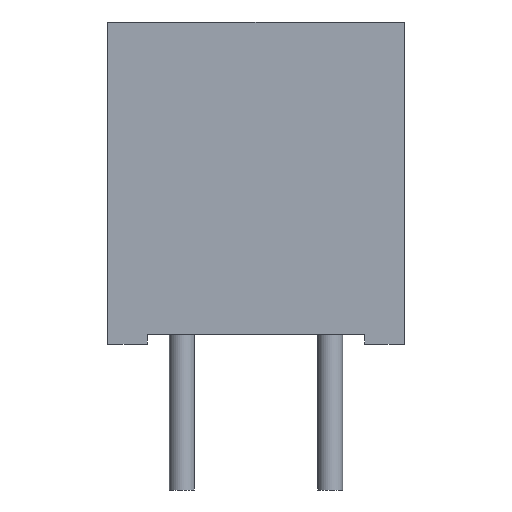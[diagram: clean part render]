
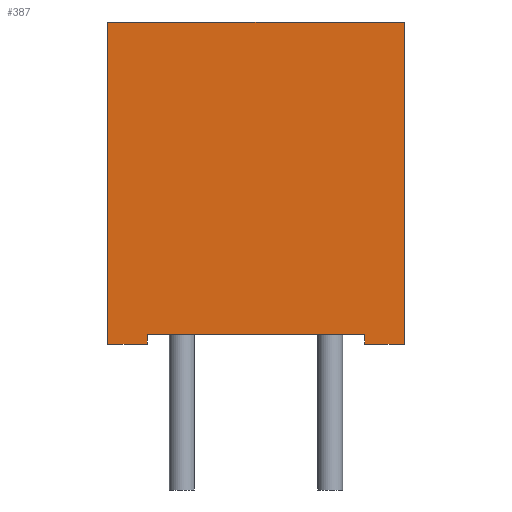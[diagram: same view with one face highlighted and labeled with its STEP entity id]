
A CAD part, front view. The second image highlights one B-rep face of the part: STEP entity #387.
In plain terms, the highlighted planar face has unit normal (0, -1, 0).
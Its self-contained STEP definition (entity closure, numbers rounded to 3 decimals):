
#200 = VERTEX_POINT('',#201);
#201 = CARTESIAN_POINT('',(-1.905,-1.335,0.));
#209 = VERTEX_POINT('',#210);
#210 = CARTESIAN_POINT('',(-0.885,-1.335,0.));
#216 = EDGE_CURVE('',#209,#200,#217,.T.);
#217 = LINE('',#218,#219);
#218 = CARTESIAN_POINT('',(5.715,-1.335,0.));
#219 = VECTOR('',#220,1.);
#220 = DIRECTION('',(-1.,0.,0.));
#230 = EDGE_CURVE('',#231,#209,#233,.T.);
#231 = VERTEX_POINT('',#232);
#232 = CARTESIAN_POINT('',(-0.885,-1.335,0.254));
#233 = LINE('',#234,#235);
#234 = CARTESIAN_POINT('',(-0.885,-1.335,0.254));
#235 = VECTOR('',#236,1.);
#236 = DIRECTION('',(0.,0.,-1.));
#254 = EDGE_CURVE('',#255,#231,#257,.T.);
#255 = VERTEX_POINT('',#256);
#256 = CARTESIAN_POINT('',(4.695,-1.335,0.254));
#257 = LINE('',#258,#259);
#258 = CARTESIAN_POINT('',(4.695,-1.335,0.254));
#259 = VECTOR('',#260,1.);
#260 = DIRECTION('',(-1.,0.,0.));
#278 = EDGE_CURVE('',#279,#255,#281,.T.);
#279 = VERTEX_POINT('',#280);
#280 = CARTESIAN_POINT('',(4.695,-1.335,0.));
#281 = LINE('',#282,#283);
#282 = CARTESIAN_POINT('',(4.695,-1.335,0.));
#283 = VECTOR('',#284,1.);
#284 = DIRECTION('',(0.,0.,1.));
#305 = VERTEX_POINT('',#306);
#306 = CARTESIAN_POINT('',(5.715,-1.335,0.));
#312 = EDGE_CURVE('',#305,#279,#313,.T.);
#313 = LINE('',#314,#315);
#314 = CARTESIAN_POINT('',(5.715,-1.335,0.));
#315 = VECTOR('',#316,1.);
#316 = DIRECTION('',(-1.,0.,0.));
#328 = VERTEX_POINT('',#329);
#329 = CARTESIAN_POINT('',(5.715,-1.335,8.28));
#335 = EDGE_CURVE('',#305,#328,#336,.T.);
#336 = LINE('',#337,#338);
#337 = CARTESIAN_POINT('',(5.715,-1.335,0.));
#338 = VECTOR('',#339,1.);
#339 = DIRECTION('',(0.,0.,1.));
#352 = EDGE_CURVE('',#328,#353,#355,.T.);
#353 = VERTEX_POINT('',#354);
#354 = CARTESIAN_POINT('',(-1.905,-1.335,8.28));
#355 = LINE('',#356,#357);
#356 = CARTESIAN_POINT('',(5.715,-1.335,8.28));
#357 = VECTOR('',#358,1.);
#358 = DIRECTION('',(-1.,0.,0.));
#374 = EDGE_CURVE('',#200,#353,#375,.T.);
#375 = LINE('',#376,#377);
#376 = CARTESIAN_POINT('',(-1.905,-1.335,0.));
#377 = VECTOR('',#378,1.);
#378 = DIRECTION('',(0.,0.,1.));
#387 = ADVANCED_FACE('',(#388),#398,.T.);
#388 = FACE_BOUND('',#389,.T.);
#389 = EDGE_LOOP('',(#390,#391,#392,#393,#394,#395,#396,#397));
#390 = ORIENTED_EDGE('',*,*,#312,.F.);
#391 = ORIENTED_EDGE('',*,*,#335,.T.);
#392 = ORIENTED_EDGE('',*,*,#352,.T.);
#393 = ORIENTED_EDGE('',*,*,#374,.F.);
#394 = ORIENTED_EDGE('',*,*,#216,.F.);
#395 = ORIENTED_EDGE('',*,*,#230,.F.);
#396 = ORIENTED_EDGE('',*,*,#254,.F.);
#397 = ORIENTED_EDGE('',*,*,#278,.F.);
#398 = PLANE('',#399);
#399 = AXIS2_PLACEMENT_3D('',#400,#401,#402);
#400 = CARTESIAN_POINT('',(5.715,-1.335,0.));
#401 = DIRECTION('',(0.,-1.,0.));
#402 = DIRECTION('',(-1.,0.,0.));
